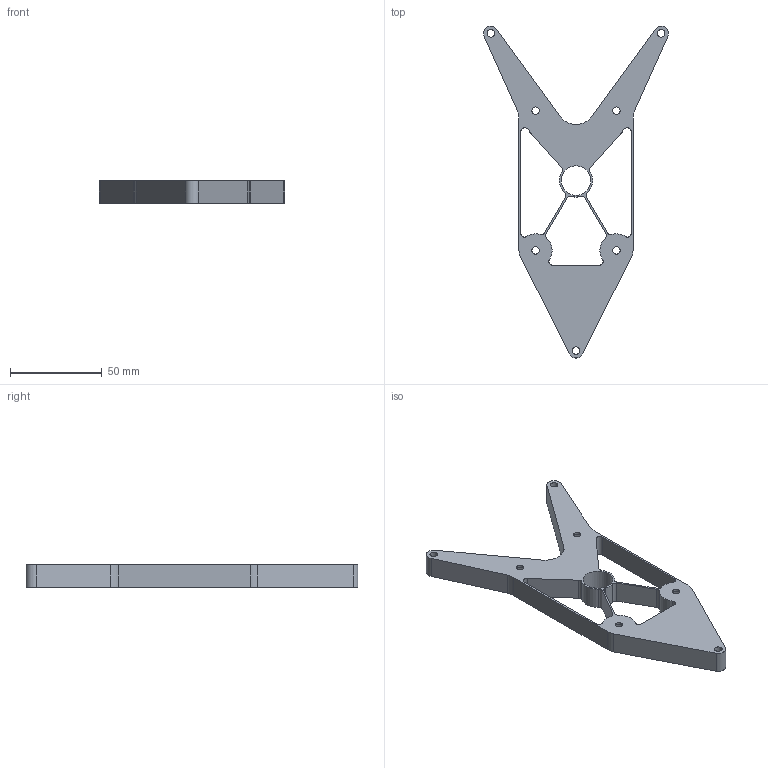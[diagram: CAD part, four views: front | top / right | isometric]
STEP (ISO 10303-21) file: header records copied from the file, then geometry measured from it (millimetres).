
FILE_DESCRIPTION(/* description */ (''),/* implementation_level */ '2;1');
FILE_NAME(/* name */ '01.10.28.01.08(кр).stp',/* time_stamp */ '2019-01-23T12:08:20+03:00',/* author */ (''),/* organization */ (''),/* preprocessor_version */ 'ST-DEVELOPER v16',/* originating_system */ 'SIEMENS PLM Software NX 11.0',/* authorisation */ '');
FILE_SCHEMA (('AP203_CONFIGURATION_CONTROLLED_3D_DESIGN_OF_MECHANICAL_PARTS_AND_ASSEMBLIES_MIM_LF { 1 0 10303 403 2 1 2}'));
Length unit declared in the file: millimetre
Products named in the file (1): 01.10.28.01.08(кр)
Bounding box: 100.67 x 180.52 x 12 mm (x, y, z)
Volume: 16058.5 mm3; surface area: 29364.4 mm2
Topology: 1 solids, 1 shells, 108 faces, 295 edges, 197 vertices
Faces by surface type: cylinder 72, plane 36
Full cylindrical faces by diameter (mm): 4 x4, 4.1 x3, 16 x5
Entity records: 3560 total; most frequent: DIRECTION 644, CARTESIAN_POINT 587, ORIENTED_EDGE 564, EDGE_CURVE 282, AXIS2_PLACEMENT_3D 253, VERTEX_POINT 196, EDGE_LOOP 150, CIRCLE 144
